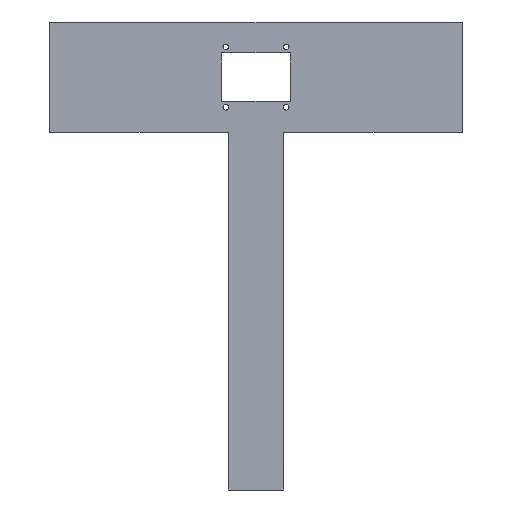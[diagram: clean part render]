
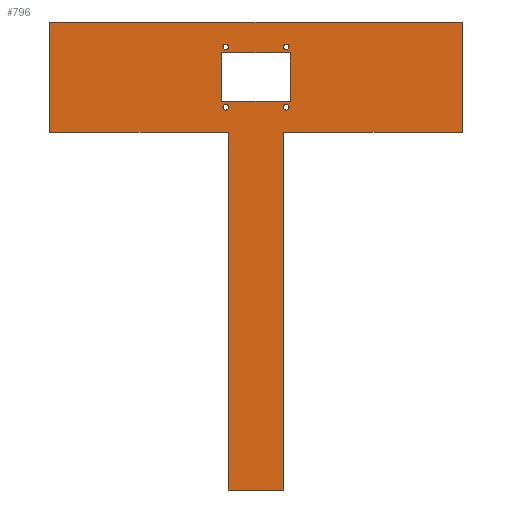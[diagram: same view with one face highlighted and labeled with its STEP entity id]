
A CAD part, front view. The second image highlights one B-rep face of the part: STEP entity #796.
In plain terms, the highlighted planar face has unit normal (0, -1, 0).
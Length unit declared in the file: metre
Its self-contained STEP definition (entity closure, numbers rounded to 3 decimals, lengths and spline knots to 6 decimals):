
#22=CIRCLE('',#858,0.001);
#23=CIRCLE('',#859,0.001);
#24=CIRCLE('',#860,0.001);
#25=CIRCLE('',#861,0.001);
#66=ORIENTED_EDGE('',*,*,#280,.F.);
#67=ORIENTED_EDGE('',*,*,#281,.F.);
#68=ORIENTED_EDGE('',*,*,#282,.F.);
#69=ORIENTED_EDGE('',*,*,#283,.F.);
#70=ORIENTED_EDGE('',*,*,#284,.F.);
#71=ORIENTED_EDGE('',*,*,#285,.T.);
#72=ORIENTED_EDGE('',*,*,#286,.T.);
#73=ORIENTED_EDGE('',*,*,#287,.F.);
#74=ORIENTED_EDGE('',*,*,#265,.F.);
#75=ORIENTED_EDGE('',*,*,#288,.F.);
#76=ORIENTED_EDGE('',*,*,#289,.T.);
#77=ORIENTED_EDGE('',*,*,#290,.F.);
#78=ORIENTED_EDGE('',*,*,#291,.F.);
#79=ORIENTED_EDGE('',*,*,#292,.T.);
#80=ORIENTED_EDGE('',*,*,#293,.T.);
#81=ORIENTED_EDGE('',*,*,#294,.F.);
#265=EDGE_CURVE('',#373,#370,#449,.T.);
#280=EDGE_CURVE('',#386,#386,#22,.T.);
#281=EDGE_CURVE('',#387,#387,#23,.T.);
#282=EDGE_CURVE('',#388,#388,#24,.T.);
#283=EDGE_CURVE('',#389,#389,#25,.T.);
#284=EDGE_CURVE('',#390,#391,#460,.T.);
#285=EDGE_CURVE('',#390,#392,#461,.T.);
#286=EDGE_CURVE('',#392,#393,#462,.T.);
#287=EDGE_CURVE('',#370,#393,#463,.T.);
#288=EDGE_CURVE('',#394,#373,#464,.T.);
#289=EDGE_CURVE('',#394,#395,#465,.T.);
#290=EDGE_CURVE('',#391,#395,#466,.T.);
#291=EDGE_CURVE('',#396,#397,#467,.T.);
#292=EDGE_CURVE('',#396,#398,#468,.T.);
#293=EDGE_CURVE('',#398,#399,#469,.T.);
#294=EDGE_CURVE('',#397,#399,#470,.T.);
#370=VERTEX_POINT('',#1152);
#373=VERTEX_POINT('',#1157);
#386=VERTEX_POINT('',#1188);
#387=VERTEX_POINT('',#1190);
#388=VERTEX_POINT('',#1192);
#389=VERTEX_POINT('',#1194);
#390=VERTEX_POINT('',#1196);
#391=VERTEX_POINT('',#1197);
#392=VERTEX_POINT('',#1199);
#393=VERTEX_POINT('',#1201);
#394=VERTEX_POINT('',#1204);
#395=VERTEX_POINT('',#1206);
#396=VERTEX_POINT('',#1209);
#397=VERTEX_POINT('',#1210);
#398=VERTEX_POINT('',#1212);
#399=VERTEX_POINT('',#1214);
#449=LINE('',#1158,#545);
#460=LINE('',#1195,#556);
#461=LINE('',#1198,#557);
#462=LINE('',#1200,#558);
#463=LINE('',#1202,#559);
#464=LINE('',#1203,#560);
#465=LINE('',#1205,#561);
#466=LINE('',#1207,#562);
#467=LINE('',#1208,#563);
#468=LINE('',#1211,#564);
#469=LINE('',#1213,#565);
#470=LINE('',#1215,#566);
#545=VECTOR('',#932,1.);
#556=VECTOR('',#963,1.);
#557=VECTOR('',#964,1.);
#558=VECTOR('',#965,1.);
#559=VECTOR('',#966,1.);
#560=VECTOR('',#967,1.);
#561=VECTOR('',#968,1.);
#562=VECTOR('',#969,1.);
#563=VECTOR('',#970,1.);
#564=VECTOR('',#971,1.);
#565=VECTOR('',#972,1.);
#566=VECTOR('',#973,1.);
#634=EDGE_LOOP('',(#66));
#635=EDGE_LOOP('',(#67));
#636=EDGE_LOOP('',(#68));
#637=EDGE_LOOP('',(#69));
#638=EDGE_LOOP('',(#70,#71,#72,#73,#74,#75,#76,#77));
#639=EDGE_LOOP('',(#78,#79,#80,#81));
#700=FACE_BOUND('',#634,.T.);
#701=FACE_BOUND('',#635,.T.);
#702=FACE_BOUND('',#636,.T.);
#703=FACE_BOUND('',#637,.T.);
#704=FACE_BOUND('',#638,.T.);
#705=FACE_BOUND('',#639,.T.);
#758=PLANE('',#857);
#796=ADVANCED_FACE('',(#700,#701,#702,#703,#704,#705),#758,.T.);
#857=AXIS2_PLACEMENT_3D('',#1186,#953,#954);
#858=AXIS2_PLACEMENT_3D('',#1187,#955,#956);
#859=AXIS2_PLACEMENT_3D('',#1189,#957,#958);
#860=AXIS2_PLACEMENT_3D('',#1191,#959,#960);
#861=AXIS2_PLACEMENT_3D('',#1193,#961,#962);
#932=DIRECTION('',(0.,0.,1.));
#953=DIRECTION('',(0.,-1.,0.));
#954=DIRECTION('',(1.,0.,0.));
#955=DIRECTION('',(0.,-1.,0.));
#956=DIRECTION('',(0.,0.,-1.));
#957=DIRECTION('',(0.,-1.,0.));
#958=DIRECTION('',(0.,0.,-1.));
#959=DIRECTION('',(0.,-1.,0.));
#960=DIRECTION('',(0.,0.,-1.));
#961=DIRECTION('',(0.,-1.,0.));
#962=DIRECTION('',(0.,0.,-1.));
#963=DIRECTION('',(0.,0.,-1.));
#964=DIRECTION('',(-1.,0.,0.));
#965=DIRECTION('',(0.,0.,-1.));
#966=DIRECTION('',(-1.,0.,0.));
#967=DIRECTION('',(-1.,0.,0.));
#968=DIRECTION('',(0.,0.,1.));
#969=DIRECTION('',(-1.,0.,0.));
#970=DIRECTION('',(-1.,0.,0.));
#971=DIRECTION('',(0.,0.,-1.));
#972=DIRECTION('',(-1.,0.,0.));
#973=DIRECTION('',(0.,0.,-1.));
#1152=CARTESIAN_POINT('',(-0.01,-0.01,-0.02));
#1157=CARTESIAN_POINT('',(-0.01,-0.01,-0.15));
#1158=CARTESIAN_POINT('',(-0.01,-0.01,-0.15));
#1186=CARTESIAN_POINT('',(0.,-0.01,0.));
#1187=CARTESIAN_POINT('',(-0.011,-0.01,-0.011));
#1188=CARTESIAN_POINT('',(-0.011,-0.01,-0.012));
#1189=CARTESIAN_POINT('',(0.011,-0.01,-0.011));
#1190=CARTESIAN_POINT('',(0.011,-0.01,-0.012));
#1191=CARTESIAN_POINT('',(0.011,-0.01,0.011));
#1192=CARTESIAN_POINT('',(0.011,-0.01,0.01));
#1193=CARTESIAN_POINT('',(-0.011,-0.01,0.011));
#1194=CARTESIAN_POINT('',(-0.011,-0.01,0.01));
#1195=CARTESIAN_POINT('',(0.075,-0.01,0.));
#1196=CARTESIAN_POINT('',(0.075,-0.01,0.02));
#1197=CARTESIAN_POINT('',(0.075,-0.01,-0.02));
#1198=CARTESIAN_POINT('',(0.,-0.01,0.02));
#1199=CARTESIAN_POINT('',(-0.075,-0.01,0.02));
#1200=CARTESIAN_POINT('',(-0.075,-0.01,0.));
#1201=CARTESIAN_POINT('',(-0.075,-0.01,-0.02));
#1202=CARTESIAN_POINT('',(0.,-0.01,-0.02));
#1203=CARTESIAN_POINT('',(0.,-0.01,-0.15));
#1204=CARTESIAN_POINT('',(0.01,-0.01,-0.15));
#1205=CARTESIAN_POINT('',(0.01,-0.01,-0.15));
#1206=CARTESIAN_POINT('',(0.01,-0.01,-0.02));
#1207=CARTESIAN_POINT('',(0.,-0.01,-0.02));
#1208=CARTESIAN_POINT('',(0.,-0.01,0.00875));
#1209=CARTESIAN_POINT('',(0.01253,-0.01,0.00875));
#1210=CARTESIAN_POINT('',(-0.01253,-0.01,0.00875));
#1211=CARTESIAN_POINT('',(0.01253,-0.01,0.));
#1212=CARTESIAN_POINT('',(0.01253,-0.01,-0.00875));
#1213=CARTESIAN_POINT('',(0.,-0.01,-0.00875));
#1214=CARTESIAN_POINT('',(-0.01253,-0.01,-0.00875));
#1215=CARTESIAN_POINT('',(-0.01253,-0.01,0.));
